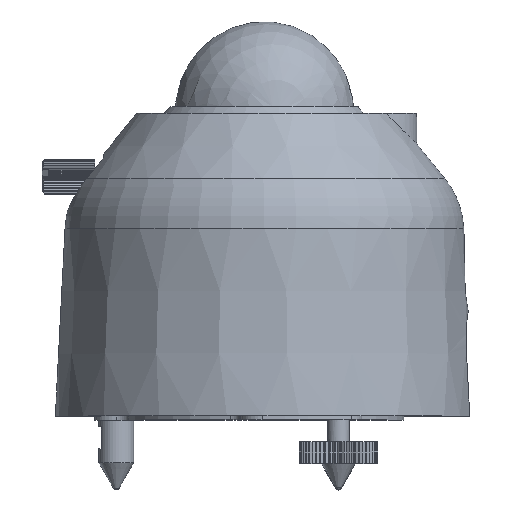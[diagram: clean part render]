
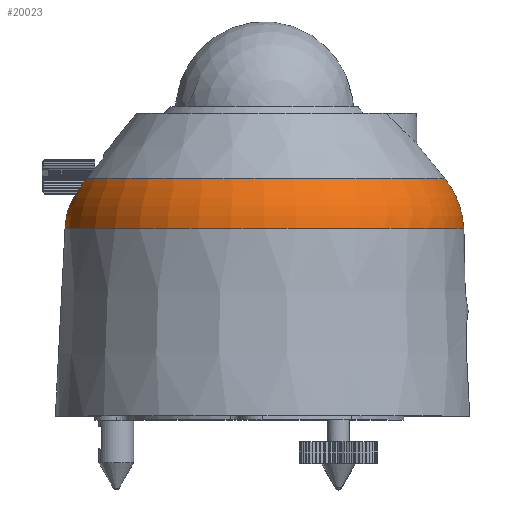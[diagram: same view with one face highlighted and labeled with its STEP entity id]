
A CAD part, top view. The second image highlights one B-rep face of the part: STEP entity #20023.
In plain terms, the highlighted toroidal (fillet/blend) face has major radius 25.852 mm and minor radius 20 mm.
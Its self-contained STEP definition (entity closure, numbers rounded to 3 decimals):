
#260 = AXIS2_PLACEMENT_3D ( 'NONE', #6749, #19303, #826 ) ;
#826 = DIRECTION ( 'NONE',  ( 0., 0., -1. ) ) ;
#1252 = DIRECTION ( 'NONE',  ( 0., 1., 0. ) ) ;
#1449 = CARTESIAN_POINT ( 'NONE',  ( -44.35, -8.206, -4.754 ) ) ;
#1544 = CARTESIAN_POINT ( 'NONE',  ( -43.897, -7.336, -5.613 ) ) ;
#1640 = CARTESIAN_POINT ( 'NONE',  ( -45.098, -9.799, -1.319 ) ) ;
#1797 = VERTEX_POINT ( 'NONE', #11996 ) ;
#2517 = EDGE_CURVE ( 'NONE', #9858, #9858, #26122, .T. ) ;
#2687 = DIRECTION ( 'NONE',  ( 0., 0., 1. ) ) ;
#3506 = CARTESIAN_POINT ( 'NONE',  ( -44.566, -8.645, -4.151 ) ) ;
#3565 = CIRCLE ( 'NONE', #21680, 41.45 ) ;
#3568 = EDGE_LOOP ( 'NONE', ( #23374, #15879 ) ) ;
#3677 = CARTESIAN_POINT ( 'NONE',  ( -45.03, -9.645, 2.042 ) ) ;
#3763 = CARTESIAN_POINT ( 'NONE',  ( -42.878, -5.576, 6.718 ) ) ;
#3861 = CARTESIAN_POINT ( 'NONE',  ( -42.748, -5.368, 6.806 ) ) ;
#4065 = EDGE_CURVE ( 'NONE', #1797, #21799, #16266, .T. ) ;
#5662 = CARTESIAN_POINT ( 'NONE',  ( -40.799, -2.653, 7.32 ) ) ;
#5836 = CARTESIAN_POINT ( 'NONE',  ( -44.753, -9.039, -3.5 ) ) ;
#5922 = CARTESIAN_POINT ( 'NONE',  ( -42.056, -4.318, 7.148 ) ) ;
#6614 = FACE_OUTER_BOUND ( 'NONE', #3568, .T. ) ;
#6749 = CARTESIAN_POINT ( 'NONE',  ( 0., -15.171, 0. ) ) ;
#7722 = CARTESIAN_POINT ( 'NONE',  ( -44.184, -7.877, -5.119 ) ) ;
#7814 = CARTESIAN_POINT ( 'NONE',  ( -44.953, -9.472, -2.57 ) ) ;
#7996 = CARTESIAN_POINT ( 'NONE',  ( -40.799, -2.653, 7.32 ) ) ;
#9509 = CARTESIAN_POINT ( 'NONE',  ( -43.473, -6.572, -6.181 ) ) ;
#9782 = CARTESIAN_POINT ( 'NONE',  ( -44.761, -9.056, 3.469 ) ) ;
#9858 = VERTEX_POINT ( 'NONE', #21027 ) ;
#9874 = CARTESIAN_POINT ( 'NONE',  ( -44.097, -7.714, 5.267 ) ) ;
#9972 = CARTESIAN_POINT ( 'NONE',  ( -45.117, -9.842, -1.058 ) ) ;
#10058 = CARTESIAN_POINT ( 'NONE',  ( -44.575, -8.666, 4.12 ) ) ;
#11017 = CARTESIAN_POINT ( 'NONE',  ( 0., -14.162, 0. ) ) ;
#11431 = CARTESIAN_POINT ( 'NONE',  ( -43.12, -5.971, -6.529 ) ) ;
#11500 = FACE_OUTER_BOUND ( 'NONE', #16769, .T. ) ;
#11697 = CARTESIAN_POINT ( 'NONE',  ( -45.102, -9.806, 1.28 ) ) ;
#11787 = CARTESIAN_POINT ( 'NONE',  ( -45.025, -9.634, -2.082 ) ) ;
#11891 = CARTESIAN_POINT ( 'NONE',  ( -43.131, -5.988, 6.52 ) ) ;
#11996 = CARTESIAN_POINT ( 'NONE',  ( -40.799, -2.653, -7.32 ) ) ;
#13575 = CARTESIAN_POINT ( 'NONE',  ( -43.241, -6.174, -6.42 ) ) ;
#13757 = CARTESIAN_POINT ( 'NONE',  ( -43.603, -6.795, 6.044 ) ) ;
#14108 = CARTESIAN_POINT ( 'NONE',  ( -45.154, -9.926, -0.021 ) ) ;
#15451 = CARTESIAN_POINT ( 'NONE',  ( -41.461, -3.467, -7.327 ) ) ;
#15619 = CARTESIAN_POINT ( 'NONE',  ( -40.799, -2.653, -7.32 ) ) ;
#15879 = ORIENTED_EDGE ( 'NONE', *, *, #16016, .F. ) ;
#16016 = EDGE_CURVE ( 'NONE', #21799, #1797, #3565, .T. ) ;
#16266 = B_SPLINE_CURVE_WITH_KNOTS ( 'NONE', 3,
 ( #15619, #15451, #23687, #25922, #19641, #11431, #13575, #9509, #23873, #20004, #1544, #7722, #1449, #3506, #22085, #5836, #24059, #7814, #11787, #1640, #9972, #24318, #14108, #17955, #18037, #11697, #3677, #17855, #26102, #9782, #24150, #10058, #26190, #26015, #22349, #9874, #22173, #13757, #18202, #11891, #3763, #3861, #24230, #5922, #20276, #22260, #7996 ),
 .UNSPECIFIED., .F., .F.,
 ( 4, 2, 2, 2, 2, 2, 2, 2, 2, 2, 2, 1, 2, 2, 2, 2, 2, 2, 2, 2, 2, 2, 2, 4 ),
 ( 0., 0.003, 0.004, 0.005, 0.005, 0.006, 0.008, 0.009, 0.009, 0.011, 0.012, 0.012, 0.013, 0.014, 0.015, 0.016, 0.017, 0.018, 0.019, 0.02, 0.021, 0.022, 0.023, 0.025 ),
 .UNSPECIFIED. ) ;
#16769 = EDGE_LOOP ( 'NONE', ( #19850 ) ) ;
#17855 = CARTESIAN_POINT ( 'NONE',  ( -44.959, -9.486, 2.532 ) ) ;
#17955 = CARTESIAN_POINT ( 'NONE',  ( -45.143, -9.901, 0.499 ) ) ;
#18037 = CARTESIAN_POINT ( 'NONE',  ( -45.119, -9.847, 1.019 ) ) ;
#18202 = CARTESIAN_POINT ( 'NONE',  ( -43.253, -6.193, 6.409 ) ) ;
#18783 = DIRECTION ( 'NONE',  ( 0., -1., 0. ) ) ;
#19303 = DIRECTION ( 'NONE',  ( 0., -1., 0. ) ) ;
#19641 = CARTESIAN_POINT ( 'NONE',  ( -42.868, -5.559, -6.726 ) ) ;
#19850 = ORIENTED_EDGE ( 'NONE', *, *, #2517, .F. ) ;
#20004 = CARTESIAN_POINT ( 'NONE',  ( -43.796, -7.148, -5.767 ) ) ;
#20023 = ADVANCED_FACE ( 'NONE', ( #6614, #11500 ), #26535, .T. ) ;
#20276 = CARTESIAN_POINT ( 'NONE',  ( -41.448, -3.476, 7.292 ) ) ;
#21027 = CARTESIAN_POINT ( 'NONE',  ( 0., -14.162, 45.826 ) ) ;
#21388 = AXIS2_PLACEMENT_3D ( 'NONE', #11017, #18783, #24990 ) ;
#21680 = AXIS2_PLACEMENT_3D ( 'NONE', #25808, #1252, #2687 ) ;
#21799 = VERTEX_POINT ( 'NONE', #5662 ) ;
#22085 = CARTESIAN_POINT ( 'NONE',  ( -44.632, -8.783, -3.94 ) ) ;
#22173 = CARTESIAN_POINT ( 'NONE',  ( -43.813, -7.176, 5.76 ) ) ;
#22260 = CARTESIAN_POINT ( 'NONE',  ( -41.13, -3.061, 7.323 ) ) ;
#22349 = CARTESIAN_POINT ( 'NONE',  ( -44.187, -7.888, 5.091 ) ) ;
#23374 = ORIENTED_EDGE ( 'NONE', *, *, #4065, .F. ) ;
#23687 = CARTESIAN_POINT ( 'NONE',  ( -42.058, -4.3, -7.197 ) ) ;
#23873 = CARTESIAN_POINT ( 'NONE',  ( -43.584, -6.767, -6.05 ) ) ;
#24059 = CARTESIAN_POINT ( 'NONE',  ( -44.808, -9.157, -3.27 ) ) ;
#24150 = CARTESIAN_POINT ( 'NONE',  ( -44.641, -8.803, 3.909 ) ) ;
#24230 = CARTESIAN_POINT ( 'NONE',  ( -42.344, -4.742, 7.037 ) ) ;
#24318 = CARTESIAN_POINT ( 'NONE',  ( -45.142, -9.898, -0.54 ) ) ;
#24990 = DIRECTION ( 'NONE',  ( 0., 0., 1. ) ) ;
#25808 = CARTESIAN_POINT ( 'NONE',  ( 0., -2.653, 0. ) ) ;
#25922 = CARTESIAN_POINT ( 'NONE',  ( -42.736, -5.349, -6.814 ) ) ;
#26015 = CARTESIAN_POINT ( 'NONE',  ( -44.355, -8.218, 4.72 ) ) ;
#26102 = CARTESIAN_POINT ( 'NONE',  ( -44.815, -9.173, 3.238 ) ) ;
#26122 = CIRCLE ( 'NONE', #21388, 45.826 ) ;
#26190 = CARTESIAN_POINT ( 'NONE',  ( -44.432, -8.374, 4.526 ) ) ;
#26535 = TOROIDAL_SURFACE ( 'NONE', #260, 25.852, 20. ) ;
